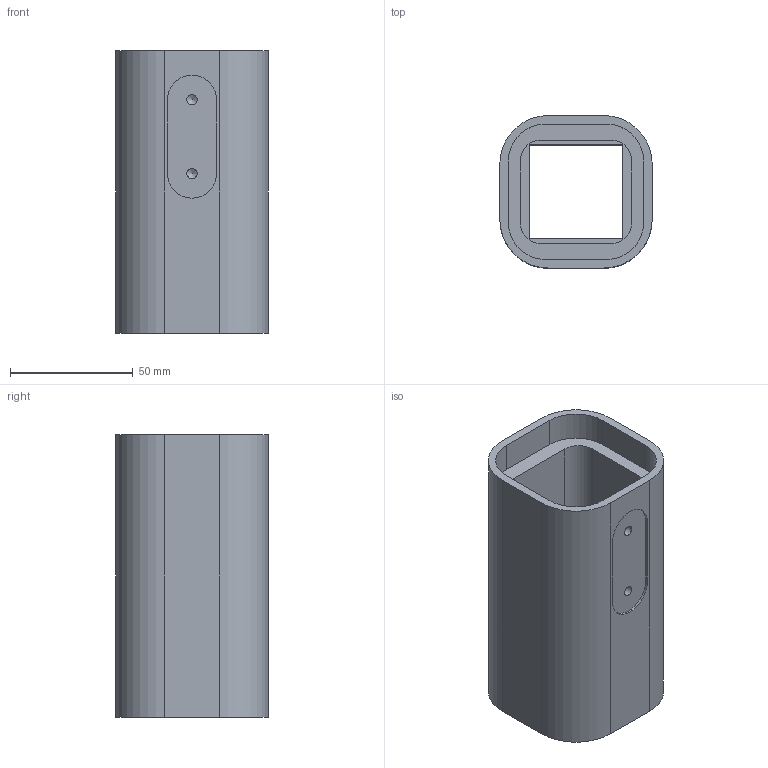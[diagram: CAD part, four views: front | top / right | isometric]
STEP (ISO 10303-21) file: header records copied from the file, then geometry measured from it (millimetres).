
FILE_DESCRIPTION(('FreeCAD Model'),'2;1');
FILE_NAME('Open CASCADE Shape Model','2025-01-21T12:42:42',(''),(''), 'Open CASCADE STEP processor 7.6','FreeCAD','Unknown');
FILE_SCHEMA(('AUTOMOTIVE_DESIGN { 1 0 10303 214 1 1 1 1 }'));
Length unit declared in the file: millimetre
Products named in the file (1): square_base
Bounding box: 62 x 62 x 115 mm (x, y, z)
Volume: 146854 mm3; surface area: 49036.9 mm2
Topology: 1 solids, 1 shells, 58 faces, 154 edges, 102 vertices
Faces by surface type: plane 36, cylinder 20, cone 2
Full cylindrical faces by diameter (mm): 4.2 x2
Entity records: 1820 total; most frequent: CARTESIAN_POINT 313, DIRECTION 310, ORIENTED_EDGE 304, EDGE_CURVE 152, LINE 112, VECTOR 112, VERTEX_POINT 102, AXIS2_PLACEMENT_3D 99
